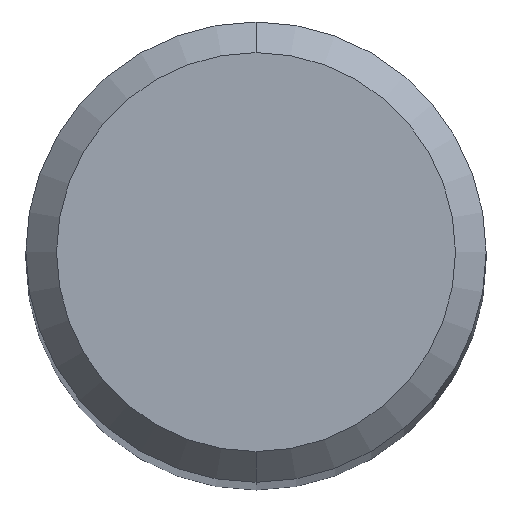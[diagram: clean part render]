
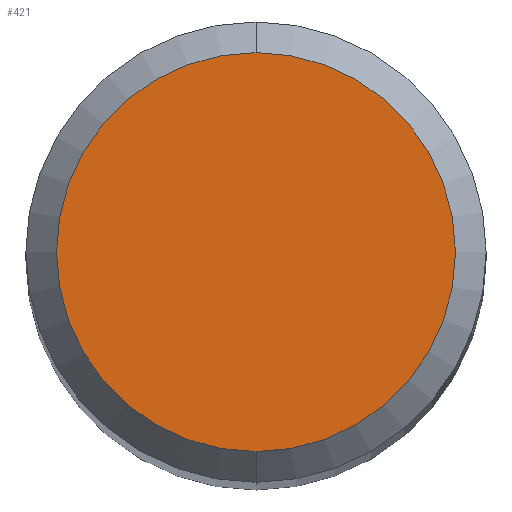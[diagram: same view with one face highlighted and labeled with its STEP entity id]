
A CAD part, top view. The second image highlights one B-rep face of the part: STEP entity #421.
In plain terms, the highlighted planar face has unit normal (0, 0, 1).
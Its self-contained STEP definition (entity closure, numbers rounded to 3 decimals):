
#249=EDGE_CURVE('',#305,#265,#605,.T.);
#265=VERTEX_POINT('',#621);
#305=VERTEX_POINT('',#664);
#421=ADVANCED_FACE('',(#792),#793,.T.);
#463=EDGE_CURVE('',#265,#305,#839,.T.);
#605=CIRCLE('',#1076,2.6);
#621=CARTESIAN_POINT('',(0.,-2.6,0.0));
#664=CARTESIAN_POINT('',(0.0,2.6,0.0));
#792=FACE_OUTER_BOUND('',#1348,.T.);
#793=PLANE('',#1349);
#839=CIRCLE('',#1422,2.6);
#1076=AXIS2_PLACEMENT_3D('',#1598,#1599,#1600);
#1348=EDGE_LOOP('',(#1877,#1878));
#1349=AXIS2_PLACEMENT_3D('',#1879,#1880,#1881);
#1422=AXIS2_PLACEMENT_3D('',#1943,#1944,#1945);
#1598=CARTESIAN_POINT('',(0.0,0.0,0.0));
#1599=DIRECTION('',(0.0,0.0,-1.0));
#1600=DIRECTION('',(0.0,1.0,0.0));
#1877=ORIENTED_EDGE('',*,*,#249,.F.);
#1878=ORIENTED_EDGE('',*,*,#463,.F.);
#1879=CARTESIAN_POINT('',(0.0,1.3,0.0));
#1880=DIRECTION('',(-0.0,0.0,1.0));
#1881=DIRECTION('',(0.0,-1.0,0.0));
#1943=CARTESIAN_POINT('',(0.0,0.0,0.0));
#1944=DIRECTION('',(0.0,0.0,-1.0));
#1945=DIRECTION('',(0.0,1.0,0.0));
